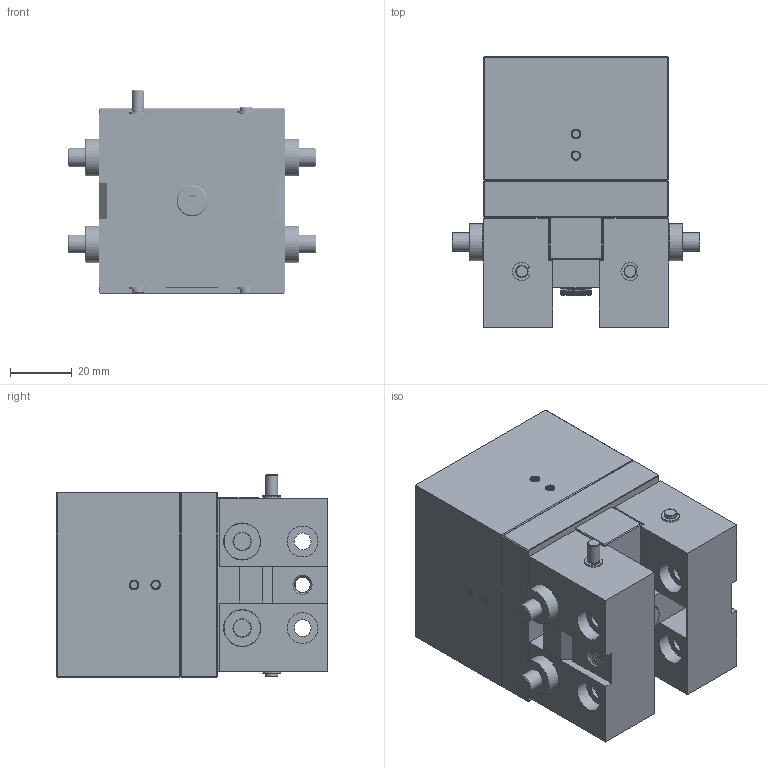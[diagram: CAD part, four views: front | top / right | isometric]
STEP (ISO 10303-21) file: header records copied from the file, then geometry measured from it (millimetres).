
FILE_DESCRIPTION(/* description */ (''),/* implementation_level */ '2;1');
FILE_NAME(/* name */ '80bc61b7-8e4a-4bcd-93f1-191e43c17e8b.stp',/* time_stamp */ '2022-05-14T18:16:08Z',/* author */ (''),/* organization */ (''),/* preprocessor_version */ 'ST-DEVELOPER v19',/* originating_system */ 'Autodesk Translation Framework v11.7.0.108',/* authorisation */ '');
FILE_SCHEMA (('AUTOMOTIVE_DESIGN { 1 0 10303 214 3 1 1 }'));
Products named in the file (12): KZL 32; Upper_body; Middle_part; Gripper; Shaft_1; Shaft_2; Shaft_3; Part_1; Part_2; Socket screw M4; Retaining ring 4; Shoulder screw M6
Assembly tree (20 placements, depth 2):
  KZL 32
    Upper_body
    Middle_part
    Gripper  x2
    Shaft_1  x2
    Shaft_2
    Shaft_3
    Part_1  x4
    Part_2
    Socket screw M4  x2
    Retaining ring 4  x4
    Shoulder screw M6
Bounding box: 80 x 87.5 x 65.67 mm (x, y, z)
Volume: 276285.3 mm3; surface area: 65432.6 mm2
Topology: 20 solids, 20 shells, 1310 faces, 3248 edges, 2119 vertices
Faces by surface type: plane 632, cylinder 559, bspline 59, cone 59, torus 1
Full cylindrical faces by diameter (mm): 2.529 x42, 3 x4, 3.086 x36, 3.091 x20, 3.332 x22, 3.76 x1, 3.961 x9, 4 x30, 4.109 x14, 4.234 x8, 5 x13, 5.035 x22, 5.12 x7, 5.5 x4, 6 x13, 6.147 x12, 7 x4, 9 x1, 10 x9, 10.5 x1, 12 x4
Entity records: 59048 total; most frequent: CARTESIAN_POINT 33960, ORIENTED_EDGE 5456, DIRECTION 4401, EDGE_CURVE 2728, VERTEX_POINT 1780, AXIS2_PLACEMENT_3D 1509, LINE 1383, VECTOR 1383
